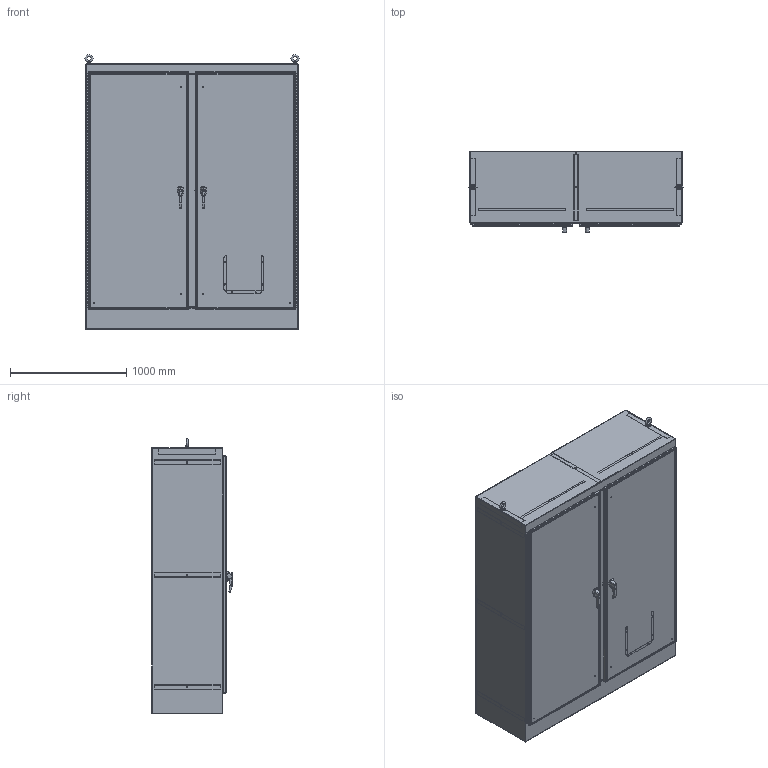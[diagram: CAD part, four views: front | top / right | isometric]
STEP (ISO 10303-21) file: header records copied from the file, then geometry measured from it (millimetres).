
FILE_DESCRIPTION (( 'STEP AP203' ), '1' );
FILE_NAME ('HN4FS907224SS.step', '2020-11-12T20:41:04', ( 'ADC123' ), ( 'Microsoft' ), 'SwSTEP 2.0', 'SolidWorks 2019', '' );
FILE_SCHEMA (( 'CONFIG_CONTROL_DESIGN' ));
Products named in the file (1): HN4FS907224SS
Bounding box: 1844.14 x 694.99 x 2368.28 mm (x, y, z)
Volume: 38268095 mm3; surface area: 31762736 mm2
Topology: 106 solids, 110 shells, 3187 faces, 8398 edges, 5472 vertices
Faces by surface type: plane 1671, cylinder 1270, cone 128, bspline 118
Full cylindrical faces by diameter (mm): 2.54 x2, 4.394 x2, 5.105 x6, 5.893 x2, 5.918 x2, 6.248 x6, 6.35 x18, 6.528 x8, 7.112 x8, 7.137 x8, 7.442 x6, 7.722 x26, 7.937 x4, 7.938 x12, 7.95 x4, 8.128 x2, 8.255 x2, 8.484 x2, 8.89 x2, 9.398 x4, 9.525 x2, 9.906 x8, 10.49 x4, 11.176 x4, 12.7 x8, 13.335 x2, 13.376 x2, 15.24 x2, 15.85 x2, 15.875 x6
Entity records: 112266 total; most frequent: CARTESIAN_POINT 33781, ORIENTED_EDGE 16266, DIRECTION 16019, EDGE_CURVE 8133, AXIS2_PLACEMENT_3D 5564, VERTEX_POINT 5452, VECTOR 4891, LINE 4891
